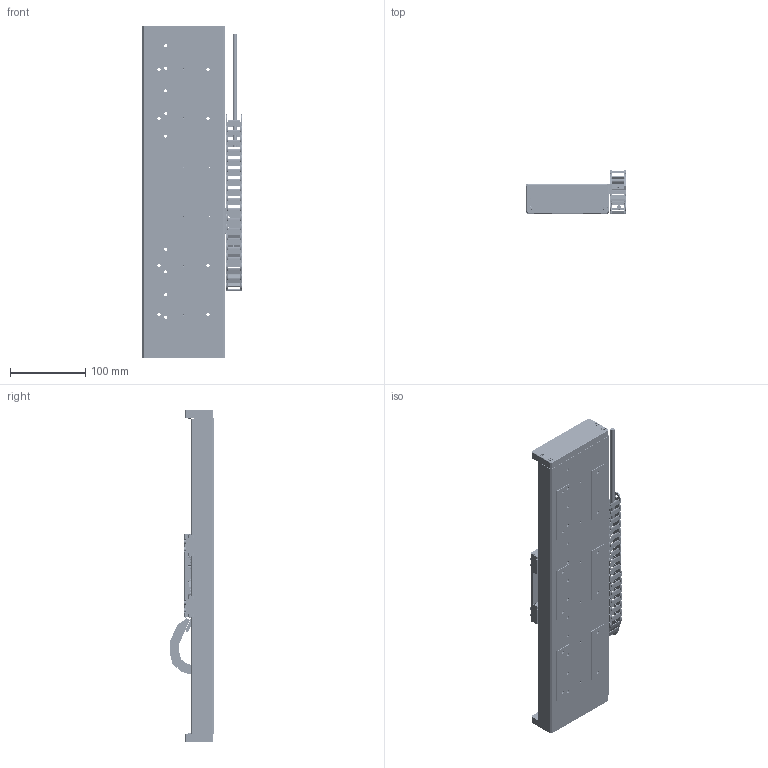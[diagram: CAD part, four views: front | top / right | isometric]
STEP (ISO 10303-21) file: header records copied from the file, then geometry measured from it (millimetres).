
FILE_DESCRIPTION (( 'STEP AP214' ), '1' );
FILE_NAME ('PPS-110-333X0.STEP', '2023-03-02T20:13:51', ( '' ), ( '' ), 'SwSTEP 2.0', 'SolidWorks 2020', '' );
FILE_SCHEMA (( 'AUTOMOTIVE_DESIGN' ));
Length unit declared in the file: millimetre
Products named in the file (42): 2018_11_13__02-00-41-543 (mounting piece); Screw, SHCS-S, M-DIN._M3 x 0.5 x 10mm; 2018_11_12__21-01-27-700_8; PPS-110, Base, Master Part_300mm Linear; 2018_11_12__21-01-27-700_15; 2018_11_12__21-01-27-700_18; 2018_11_12__21-01-27-700_14; SCREW, MS-PPH, M-JCIS 1_M1.6 x 0.35 x 3mm; 431143 PPS-110, Igus Chain Bracket, 047 Series; PPS-110 Base Demo Assembly_2022_300mm Travel Linear Motor; RubberBall; 2018_11_12__21-01-27-700_2; 430714 PPS-110, Carriage Cable Cover; 2018_11_12__21-01-27-700_25; 2018_11_12__21-01-27-700_11; PPS-110 Carriage Demo Assembly_2022_Linear Motor Carriage; 430710 PPS-110, Carriage, L110, Linear and Stepper Motor; 2018_11_12__21-01-27-700; 2018_11_12__21-01-27-700_5; 2018_11_12__21-01-27-700_19; 2018_11_12__21-01-27-700_23; 2018_11_12__21-01-27-700_16; 130242 Bearing, Slide Rail, PPS-110 (SEBS9B Slide); 2018_11_12__21-01-27-700_4; 2018_11_12__21-01-27-700_20; 2018_11_12__21-01-27-700_13; Cable Chain exit cable_big; 2018_11_12__21-01-27-700_9; 2018_11_12__21-01-27-700_26; PPS-110-333X0; 0_338m_047_16_018_0_4_200mm; 2018_11_12__21-01-27-700_21; 2018_11_12__21-01-27-700_6; 2018_11_12__21-01-27-700_12; Linear Motor Demo_390; Screw, SHCS-S, M-DIN._M3 x 0.5 x 08mm; 130242 Bearing, Slide Rail, PPS-110 (SEBS9B Track)_300mm; Screw, SHCS-L, M-DIN_M3 x 0.5 x 06mm; 2018_11_12__21-01-27-700_17; 2018_11_12__21-01-27-700_24 ...
Assembly tree (117 placements, depth 3):
  PPS-110-333X0
    PPS-110 Base Demo Assembly_2022_300mm Travel Linear Motor
      PPS-110, Base, Master Part_300mm Linear
      Screw, SHCS-S, M-DIN._M3 x 0.5 x 08mm  x42
      130242 Bearing, Slide Rail, PPS-110 (SEBS9B Track)_300mm  x2
      RubberBall  x4
      430712 PPS-110, End Plate, Linear Motor  x2
      Screw, SHCS-S, M-DIN._M3 x 0.5 x 10mm  x8
    PPS-110 Carriage Demo Assembly_2022_Linear Motor Carriage
      430710 PPS-110, Carriage, L110, Linear and Stepper Motor
      430714 PPS-110, Carriage Cable Cover
      SCREW, MS-PPH, M-JCIS 1_M1.6 x 0.35 x 3mm  x6
      130242 Bearing, Slide Rail, PPS-110 (SEBS9B Slide)  x4
      Screw, SHCS-L, M-DIN_M3 x 0.5 x 06mm  x16
    0_338m_047_16_018_0_4_200mm
      2018_11_12__21-01-27-700
      2018_11_12__21-01-27-700_2
      2018_11_12__21-01-27-700_4
      2018_11_12__21-01-27-700_5
      2018_11_12__21-01-27-700_6
      2018_11_12__21-01-27-700_8
      2018_11_12__21-01-27-700_9
      2018_11_12__21-01-27-700_11
      2018_11_12__21-01-27-700_12
      2018_11_12__21-01-27-700_13
      2018_11_12__21-01-27-700_14
      2018_11_12__21-01-27-700_15
      2018_11_12__21-01-27-700_16
      2018_11_12__21-01-27-700_17
      2018_11_12__21-01-27-700_18
      2018_11_12__21-01-27-700_19
      2018_11_12__21-01-27-700_20
      2018_11_12__21-01-27-700_21
      2018_11_12__21-01-27-700_22
      2018_11_12__21-01-27-700_23
      2018_11_12__21-01-27-700_24
      2018_11_12__21-01-27-700_25
      2018_11_12__21-01-27-700_26
      2018_11_13__02-00-41-543 (mounting piece)
    431143 PPS-110, Igus Chain Bracket, 047 Series
    Cable Chain exit cable_big
    Linear Motor Demo_390
Bounding box: 133.05 x 58.67 x 440 mm (x, y, z)
Volume: 1098443.3 mm3; surface area: 397553.9 mm2
Topology: 114 solids, 114 shells, 6052 faces, 14993 edges, 9363 vertices
Faces by surface type: plane 3162, cylinder 1842, torus 564, cone 476, sphere 8
Entity records: 130563 total; most frequent: DIRECTION 18883, CARTESIAN_POINT 18741, ORIENTED_EDGE 18072, EDGE_CURVE 9036, AXIS2_PLACEMENT_3D 6386, VECTOR 6111, LINE 6111, VERTEX_POINT 5920
